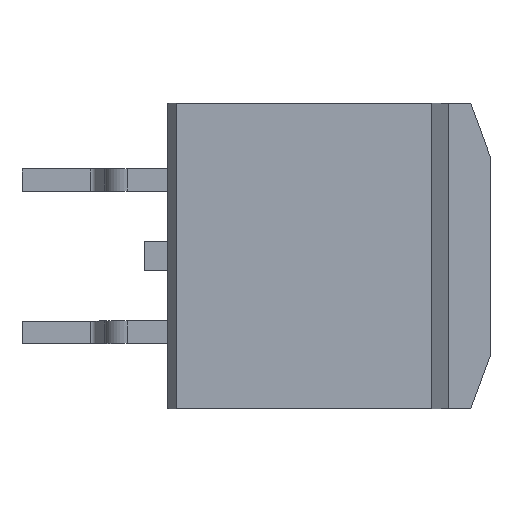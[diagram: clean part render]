
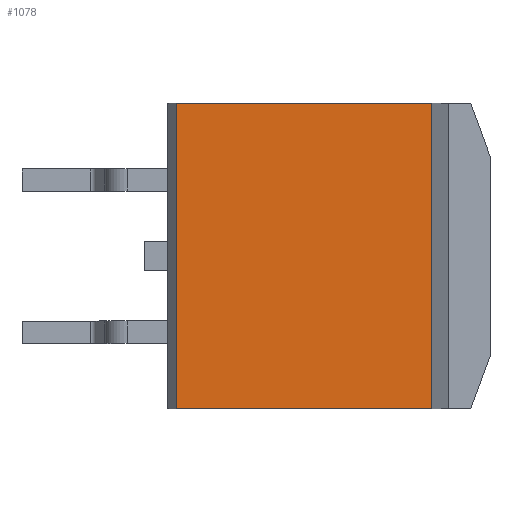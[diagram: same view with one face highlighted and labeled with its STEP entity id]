
A CAD part, top view. The second image highlights one B-rep face of the part: STEP entity #1078.
In plain terms, the highlighted planar face has unit normal (0, 0, 1).
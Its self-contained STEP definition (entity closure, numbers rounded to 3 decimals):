
#66=PLANE($,#1168);
#127=FACE_OUTER_BOUND($,#188,.T.);
#188=EDGE_LOOP($,(#960,#961,#962,#963));
#288=LINE($,#1685,#421);
#294=LINE($,#1696,#427);
#298=LINE($,#1703,#431);
#300=LINE($,#1706,#433);
#421=VECTOR($,#1382,10.2);
#427=VECTOR($,#1390,8.527);
#431=VECTOR($,#1396,10.2);
#433=VECTOR($,#1400,8.527);
#554=VERTEX_POINT($,#1682);
#555=VERTEX_POINT($,#1684);
#559=VERTEX_POINT($,#1695);
#560=VERTEX_POINT($,#1699);
#684=EDGE_CURVE($,#555,#554,#288,.T.);
#690=EDGE_CURVE($,#555,#559,#294,.T.);
#694=EDGE_CURVE($,#559,#560,#298,.F.);
#696=EDGE_CURVE($,#554,#560,#300,.T.);
#960=ORIENTED_EDGE($,*,*,#696,.T.);
#961=ORIENTED_EDGE($,*,*,#694,.F.);
#962=ORIENTED_EDGE($,*,*,#690,.F.);
#963=ORIENTED_EDGE($,*,*,#684,.T.);
#1078=ADVANCED_FACE($,(#127),#66,.T.);
#1168=AXIS2_PLACEMENT_3D($,#1714,#1410,#1411);
#1382=DIRECTION($,(0.,-1.,0.));
#1390=DIRECTION($,(1.,0.,0.));
#1396=DIRECTION($,(0.,1.,0.));
#1400=DIRECTION($,(1.,0.,0.));
#1410=DIRECTION('center_axis',(0.,0.,1.));
#1411=DIRECTION('ref_axis',(1.,0.,0.));
#1682=CARTESIAN_POINT('',(-2.755,-5.097,4.7));
#1684=CARTESIAN_POINT('',(-2.755,5.103,4.7));
#1685=CARTESIAN_POINT($,(-2.755,5.335,4.7));
#1695=CARTESIAN_POINT('',(5.772,5.103,4.7));
#1696=CARTESIAN_POINT($,(-2.763,5.103,4.7));
#1699=CARTESIAN_POINT('',(5.772,-5.097,4.7));
#1703=CARTESIAN_POINT($,(5.772,5.335,4.7));
#1706=CARTESIAN_POINT($,(-2.763,-5.097,4.7));
#1714=CARTESIAN_POINT('Origin',(-2.763,5.335,4.7));
